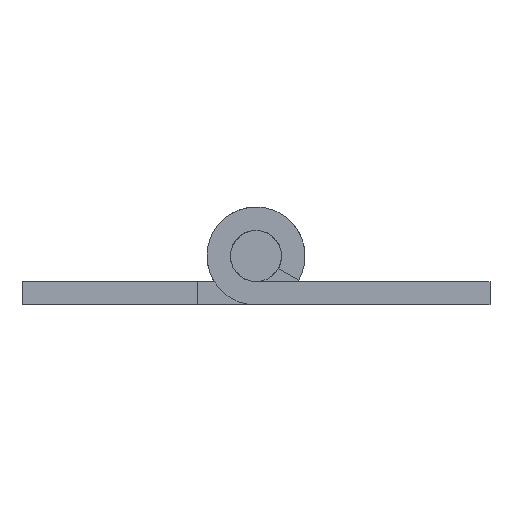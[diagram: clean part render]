
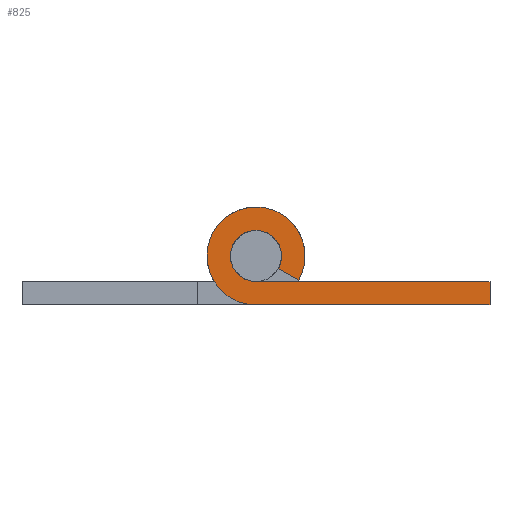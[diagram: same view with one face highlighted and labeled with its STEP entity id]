
A CAD part, front view. The second image highlights one B-rep face of the part: STEP entity #825.
In plain terms, the highlighted planar face has unit normal (0, -1, 0).
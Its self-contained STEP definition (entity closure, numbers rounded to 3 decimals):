
#126 = AXIS2_PLACEMENT_3D ( 'NONE', #10114, #816, #4495 ) ;
#212 = EDGE_CURVE ( 'NONE', #560, #10915, #1593, .T. ) ;
#233 = CARTESIAN_POINT ( 'NONE',  ( 0., -10., 0. ) ) ;
#352 = EDGE_LOOP ( 'NONE', ( #10447, #6565, #649, #5136, #4764, #4310 ) ) ;
#560 = VERTEX_POINT ( 'NONE', #3208 ) ;
#649 = ORIENTED_EDGE ( 'NONE', *, *, #3122, .T. ) ;
#816 = DIRECTION ( 'NONE',  ( 0., -1., 0. ) ) ;
#825 = ADVANCED_FACE ( 'NONE', ( #930 ), #9235, .T. ) ;
#891 = CARTESIAN_POINT ( 'NONE',  ( 1.523, -10., -0.862 ) ) ;
#930 = FACE_OUTER_BOUND ( 'NONE', #352, .T. ) ;
#1068 = DIRECTION ( 'NONE',  ( 0., 0., -1. ) ) ;
#1165 = EDGE_CURVE ( 'NONE', #3134, #10117, #3984, .T. ) ;
#1327 = VECTOR ( 'NONE', #7830, 1000. ) ;
#1580 = DIRECTION ( 'NONE',  ( -1., 0., 0. ) ) ;
#1593 = LINE ( 'NONE', #891, #1327 ) ;
#2117 = AXIS2_PLACEMENT_3D ( 'NONE', #10067, #5057, #10921 ) ;
#2135 = VECTOR ( 'NONE', #1580, 1000. ) ;
#2215 = CARTESIAN_POINT ( 'NONE',  ( 2.915, -10., -1.65 ) ) ;
#2493 = DIRECTION ( 'NONE',  ( 0., 0., 1. ) ) ;
#2962 = LINE ( 'NONE', #4212, #9424 ) ;
#3122 = EDGE_CURVE ( 'NONE', #4396, #560, #4239, .T. ) ;
#3134 = VERTEX_POINT ( 'NONE', #5329 ) ;
#3208 = CARTESIAN_POINT ( 'NONE',  ( 1.523, -10., -0.862 ) ) ;
#3746 = EDGE_CURVE ( 'NONE', #10915, #3134, #9077, .T. ) ;
#3984 = LINE ( 'NONE', #8181, #8196 ) ;
#3994 = VERTEX_POINT ( 'NONE', #9616 ) ;
#4212 = CARTESIAN_POINT ( 'NONE',  ( 16., -10., -3.35 ) ) ;
#4239 = CIRCLE ( 'NONE', #10120, 1.75 ) ;
#4310 = ORIENTED_EDGE ( 'NONE', *, *, #1165, .T. ) ;
#4396 = VERTEX_POINT ( 'NONE', #4973 ) ;
#4495 = DIRECTION ( 'NONE',  ( 0., 0., -1. ) ) ;
#4764 = ORIENTED_EDGE ( 'NONE', *, *, #3746, .T. ) ;
#4973 = CARTESIAN_POINT ( 'NONE',  ( 0., -10., -1.75 ) ) ;
#5057 = DIRECTION ( 'NONE',  ( 0., -1., 0. ) ) ;
#5136 = ORIENTED_EDGE ( 'NONE', *, *, #212, .T. ) ;
#5329 = CARTESIAN_POINT ( 'NONE',  ( 0., -10., -3.35 ) ) ;
#6162 = DIRECTION ( 'NONE',  ( 0., 1., 0. ) ) ;
#6565 = ORIENTED_EDGE ( 'NONE', *, *, #9903, .T. ) ;
#6669 = CARTESIAN_POINT ( 'NONE',  ( 16., -10., -1.75 ) ) ;
#7412 = DIRECTION ( 'NONE',  ( 1., 0., 0. ) ) ;
#7830 = DIRECTION ( 'NONE',  ( 0.87, 0., -0.493 ) ) ;
#8181 = CARTESIAN_POINT ( 'NONE',  ( 0., -10., -3.35 ) ) ;
#8196 = VECTOR ( 'NONE', #7412, 1000. ) ;
#8895 = LINE ( 'NONE', #6669, #2135 ) ;
#9077 = CIRCLE ( 'NONE', #2117, 3.35 ) ;
#9235 = PLANE ( 'NONE',  #126 ) ;
#9406 = EDGE_CURVE ( 'NONE', #10117, #3994, #2962, .T. ) ;
#9424 = VECTOR ( 'NONE', #2493, 1000. ) ;
#9478 = CARTESIAN_POINT ( 'NONE',  ( 16., -10., -3.35 ) ) ;
#9616 = CARTESIAN_POINT ( 'NONE',  ( 16., -10., -1.75 ) ) ;
#9903 = EDGE_CURVE ( 'NONE', #3994, #4396, #8895, .T. ) ;
#10067 = CARTESIAN_POINT ( 'NONE',  ( 0., -10., 0. ) ) ;
#10114 = CARTESIAN_POINT ( 'NONE',  ( 0., -10., 0. ) ) ;
#10117 = VERTEX_POINT ( 'NONE', #9478 ) ;
#10120 = AXIS2_PLACEMENT_3D ( 'NONE', #233, #6162, #1068 ) ;
#10447 = ORIENTED_EDGE ( 'NONE', *, *, #9406, .T. ) ;
#10915 = VERTEX_POINT ( 'NONE', #2215 ) ;
#10921 = DIRECTION ( 'NONE',  ( 0., 0., -1. ) ) ;
